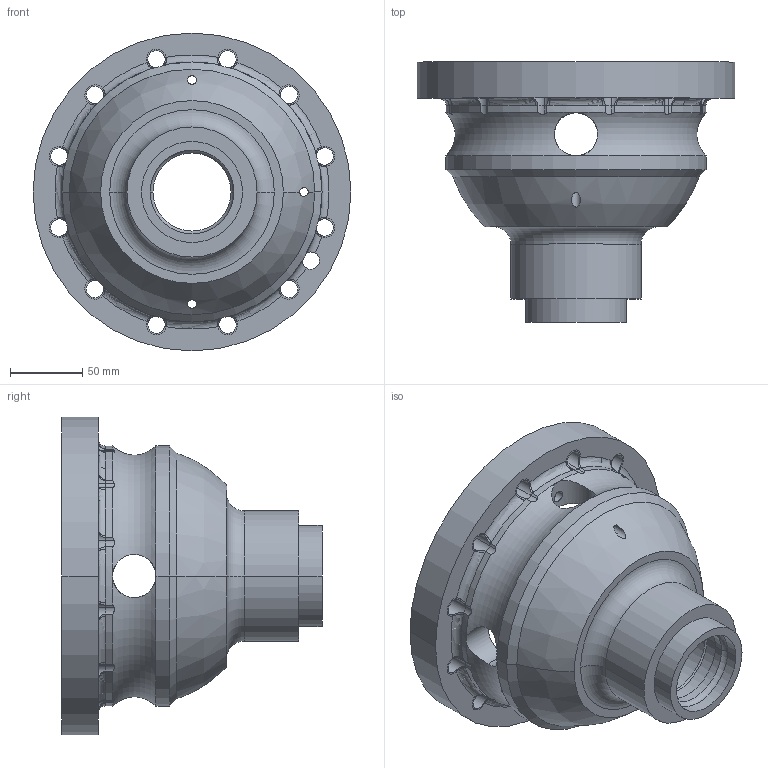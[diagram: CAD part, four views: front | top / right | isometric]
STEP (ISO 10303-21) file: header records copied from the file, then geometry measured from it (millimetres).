
FILE_DESCRIPTION((''),'2;1');
FILE_NAME('BOITIER','2018-03-21T',('forster'),(''),'PRO/ENGINEER BY PARAMETRIC TECHNOLOGY CORPORATION, 2013320','PRO/ENGINEER BY PARAMETRIC TECHNOLOGY CORPORATION, 2013320','');
FILE_SCHEMA(('AUTOMOTIVE_DESIGN { 1 0 10303 214 1 1 1 1 }'));
Length unit declared in the file: millimetre
Products named in the file (1): BOITIER
Bounding box: 220 x 180 x 220 mm (x, y, z)
Volume: 1660988.8 mm3; surface area: 226358.9 mm2
Topology: 1 solids, 13 shells, 164 faces, 548 edges, 376 vertices
Faces by surface type: cylinder 111, plane 24, torus 21, sphere 4, cone 4
Entity records: 8909 total; most frequent: CARTESIAN_POINT 2077, DIRECTION 1078, ORIENTED_EDGE 976, PRESENTATION_STYLE_ASSIGNMENT 572, STYLED_ITEM 561, CURVE_STYLE 548, EDGE_CURVE 548, AXIS2_PLACEMENT_3D 475
